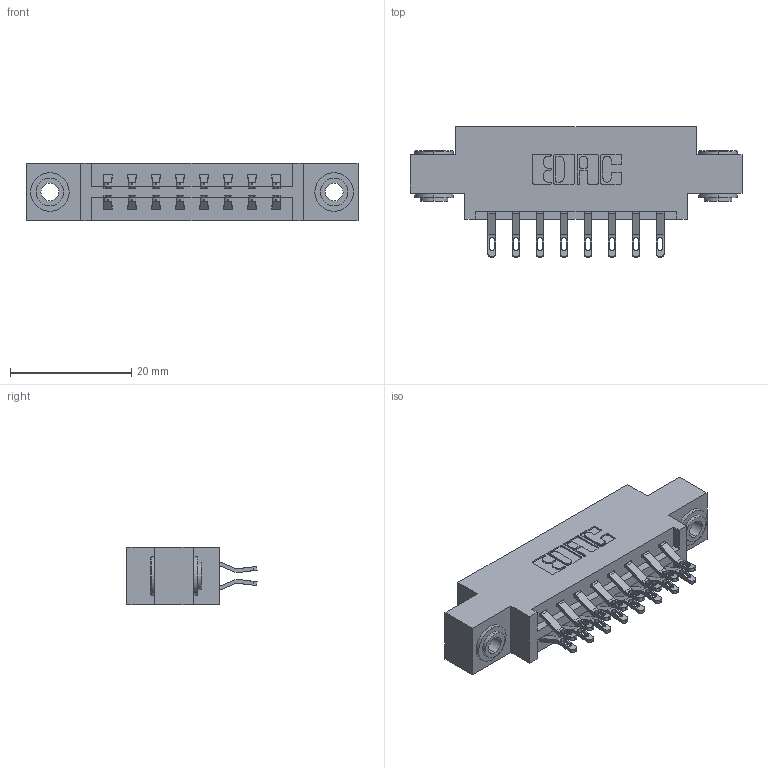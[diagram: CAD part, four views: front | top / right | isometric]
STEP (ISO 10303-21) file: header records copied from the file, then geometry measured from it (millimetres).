
FILE_DESCRIPTION (( 'STEP AP203' ), '1' );
FILE_NAME ('387-016-555-803.STEP', '2018-09-11T11:57:28', ( '' ), ( '' ), 'SwSTEP 2.0', 'SolidWorks 2016', '' );
FILE_SCHEMA (( 'CONFIG_CONTROL_DESIGN' ));
Length unit declared in the file: inch
Products named in the file (4): 337 Part_0.170 Offset - 0.156 Dia-TH; 345-292-001_555 Tail; 345-250-002_345-250-002-102; 387-016-555-803
Assembly tree (19 placements, depth 2):
  387-016-555-803
    337 Part_0.170 Offset - 0.156 Dia-TH
    345-292-001_555 Tail  x16
    345-250-002_345-250-002-102  x2
Bounding box: 54.71 x 21.47 x 9.4 mm (x, y, z)
Volume: 5261.7 mm3; surface area: 6125.2 mm2
Topology: 19 solids, 19 shells, 1116 faces, 3423 edges, 2278 vertices
Faces by surface type: plane 660, cylinder 448, cone 8
Entity records: 11708 total; most frequent: CARTESIAN_POINT 2011, ORIENTED_EDGE 1910, DIRECTION 1777, EDGE_CURVE 955, LINE 783, VECTOR 783, VERTEX_POINT 634, AXIS2_PLACEMENT_3D 497
